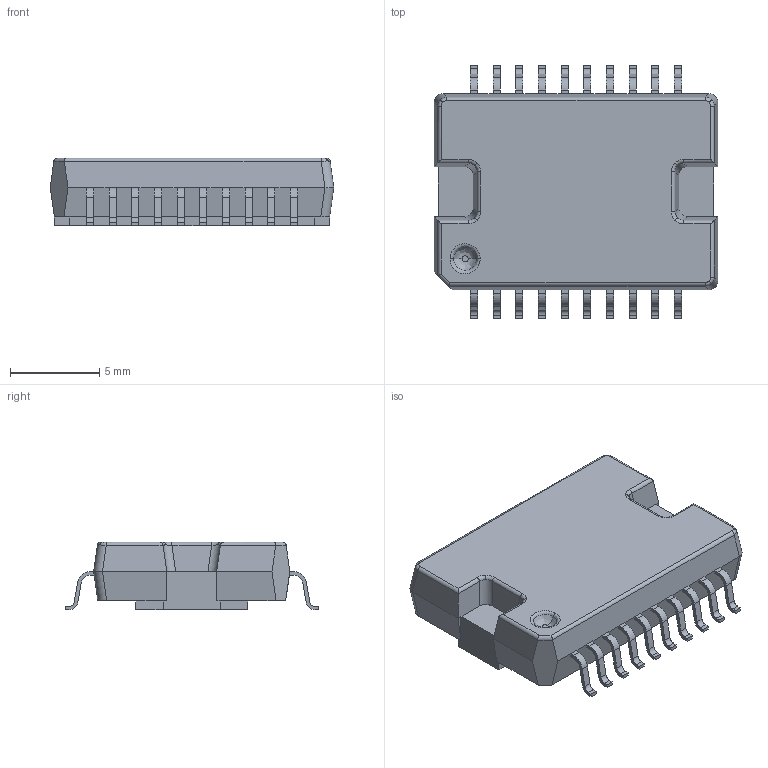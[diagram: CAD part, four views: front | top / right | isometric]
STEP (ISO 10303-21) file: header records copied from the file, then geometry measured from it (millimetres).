
FILE_DESCRIPTION (( 'STEP AP214' ), '1' );
FILE_NAME ('User Library-Infeneon TLE6220.STEP', '2021-11-30T20:16:07', ( '' ), ( '' ), 'SwSTEP 2.0', 'SolidWorks 2021', '' );
FILE_SCHEMA (( 'AUTOMOTIVE_DESIGN' ));
Length unit declared in the file: millimetre
Products named in the file (1): User Library-Infeneon TLE6220
Bounding box: 15.9 x 14.2 x 3.8 mm (x, y, z)
Volume: 582.3 mm3; surface area: 598.1 mm2
Topology: 1 solids, 1 shells, 347 faces, 946 edges, 602 vertices
Faces by surface type: plane 222, cylinder 107, bspline 18
Entity records: 14857 total; most frequent: CARTESIAN_POINT 2344, ORIENTED_EDGE 1892, DIRECTION 1747, EDGE_CURVE 946, VECTOR 705, LINE 705, VERTEX_POINT 602, AXIS2_PLACEMENT_3D 521
